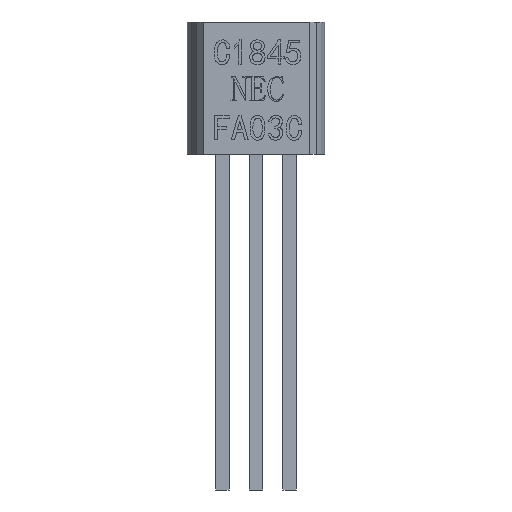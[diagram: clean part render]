
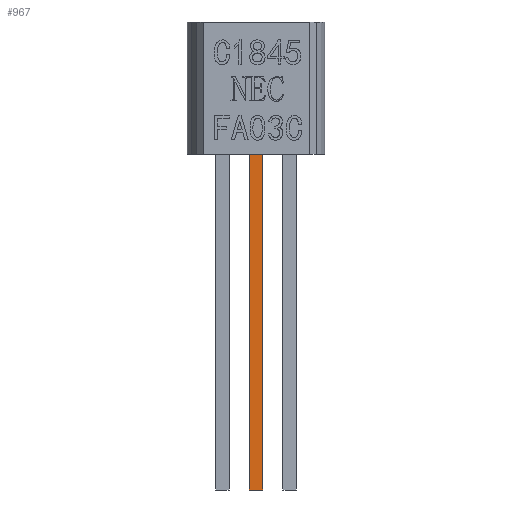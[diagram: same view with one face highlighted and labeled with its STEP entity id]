
A CAD part, front view. The second image highlights one B-rep face of the part: STEP entity #967.
In plain terms, the highlighted planar face has unit normal (0, -1, 0).
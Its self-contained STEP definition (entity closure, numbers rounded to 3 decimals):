
#112 = VERTEX_POINT ( 'NONE', #619 ) ;
#116 = VERTEX_POINT ( 'NONE', #621 ) ;
#122 = VERTEX_POINT ( 'NONE', #586 ) ;
#124 = VERTEX_POINT ( 'NONE', #612 ) ;
#356 = EDGE_LOOP ( 'NONE', ( #1627, #1623, #5171, #5201 ) ) ;
#586 = CARTESIAN_POINT ( 'NONE',  ( -0.25, -0.25, 0. ) ) ;
#612 = CARTESIAN_POINT ( 'NONE',  ( 0.25, -0.25, 0. ) ) ;
#619 = CARTESIAN_POINT ( 'NONE',  ( 0.25, -0.25, -12.7 ) ) ;
#621 = CARTESIAN_POINT ( 'NONE',  ( -0.25, -0.25, -12.7 ) ) ;
#967 = ADVANCED_FACE ( 'NONE', ( #2274 ), #2810, .T. ) ;
#1253 = EDGE_CURVE ( 'NONE', #112, #124, #3026, .T. ) ;
#1257 = EDGE_CURVE ( 'NONE', #122, #124, #3009, .T. ) ;
#1267 = EDGE_CURVE ( 'NONE', #116, #122, #3035, .T. ) ;
#1287 = EDGE_CURVE ( 'NONE', #116, #112, #3113, .T. ) ;
#1392 = AXIS2_PLACEMENT_3D ( 'NONE', #2827, #2811, #2820 ) ;
#1623 = ORIENTED_EDGE ( 'NONE', *, *, #1267, .F. ) ;
#1627 = ORIENTED_EDGE ( 'NONE', *, *, #1257, .F. ) ;
#2274 = FACE_OUTER_BOUND ( 'NONE', #356, .T. ) ;
#2810 = PLANE ( 'NONE',  #1392 ) ;
#2811 = DIRECTION ( 'NONE',  ( 0., -1., 0. ) ) ;
#2820 = DIRECTION ( 'NONE',  ( 0., 0., -1. ) ) ;
#2827 = CARTESIAN_POINT ( 'NONE',  ( -0.25, -0.25, -12.7 ) ) ;
#3007 = VECTOR ( 'NONE', #4000, 1000. ) ;
#3009 = LINE ( 'NONE', #3911, #3010 ) ;
#3010 = VECTOR ( 'NONE', #3995, 1000. ) ;
#3026 = LINE ( 'NONE', #3937, #3007 ) ;
#3035 = LINE ( 'NONE', #4006, #3036 ) ;
#3036 = VECTOR ( 'NONE', #4002, 1000. ) ;
#3101 = VECTOR ( 'NONE', #4033, 1000. ) ;
#3113 = LINE ( 'NONE', #3999, #3101 ) ;
#3911 = CARTESIAN_POINT ( 'NONE',  ( -0.25, -0.25, 0. ) ) ;
#3937 = CARTESIAN_POINT ( 'NONE',  ( 0.25, -0.25, -12.7 ) ) ;
#3995 = DIRECTION ( 'NONE',  ( 1., 0., 0. ) ) ;
#3999 = CARTESIAN_POINT ( 'NONE',  ( -0.25, -0.25, -12.7 ) ) ;
#4000 = DIRECTION ( 'NONE',  ( 0., 0., 1. ) ) ;
#4002 = DIRECTION ( 'NONE',  ( 0., 0., 1. ) ) ;
#4006 = CARTESIAN_POINT ( 'NONE',  ( -0.25, -0.25, -12.7 ) ) ;
#4033 = DIRECTION ( 'NONE',  ( 1., 0., 0. ) ) ;
#5171 = ORIENTED_EDGE ( 'NONE', *, *, #1287, .T. ) ;
#5201 = ORIENTED_EDGE ( 'NONE', *, *, #1253, .T. ) ;
